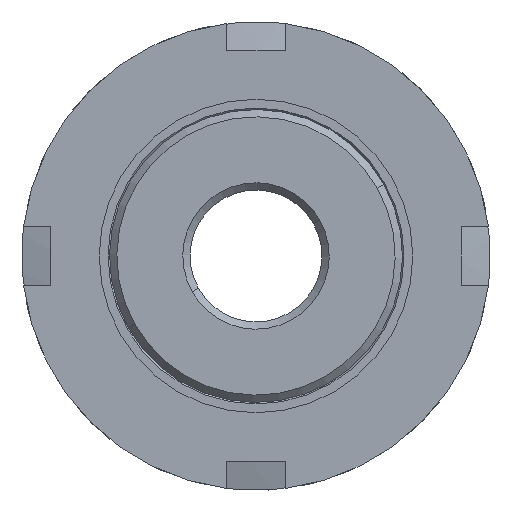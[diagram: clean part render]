
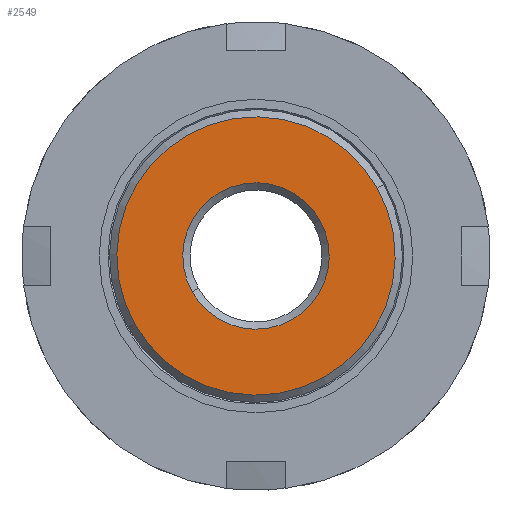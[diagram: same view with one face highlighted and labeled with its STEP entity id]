
A CAD part, front view. The second image highlights one B-rep face of the part: STEP entity #2549.
In plain terms, the highlighted planar face has unit normal (0, -1, 0).
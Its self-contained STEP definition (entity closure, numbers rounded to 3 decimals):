
#132 = CARTESIAN_POINT ( 'NONE',  ( -5., -18.566, 0. ) ) ;
#227 = DIRECTION ( 'NONE',  ( -1., 0., 0. ) ) ;
#487 = CARTESIAN_POINT ( 'NONE',  ( 5., -18.566, 0. ) ) ;
#542 = CIRCLE ( 'NONE', #759, 5. ) ;
#616 = CARTESIAN_POINT ( 'NONE',  ( 9.5, -18.566, 0. ) ) ;
#759 = AXIS2_PLACEMENT_3D ( 'NONE', #1675, #2643, #2618 ) ;
#939 = ORIENTED_EDGE ( 'NONE', *, *, #2503, .F. ) ;
#1001 = EDGE_CURVE ( 'NONE', #3502, #1486, #2821, .T. ) ;
#1071 = PLANE ( 'NONE',  #3629 ) ;
#1079 = DIRECTION ( 'NONE',  ( 0., 1., 0. ) ) ;
#1080 = DIRECTION ( 'NONE',  ( -1., 0., 0. ) ) ;
#1132 = DIRECTION ( 'NONE',  ( -1., 0., 0. ) ) ;
#1285 = DIRECTION ( 'NONE',  ( 0., 1., 0. ) ) ;
#1303 = FACE_OUTER_BOUND ( 'NONE', #3852, .T. ) ;
#1345 = AXIS2_PLACEMENT_3D ( 'NONE', #2828, #1285, #3177 ) ;
#1387 = AXIS2_PLACEMENT_3D ( 'NONE', #3882, #1079, #1132 ) ;
#1486 = VERTEX_POINT ( 'NONE', #616 ) ;
#1675 = CARTESIAN_POINT ( 'NONE',  ( 0., -18.566, 0. ) ) ;
#1689 = ORIENTED_EDGE ( 'NONE', *, *, #1815, .T. ) ;
#1740 = CIRCLE ( 'NONE', #1345, 9.5 ) ;
#1815 = EDGE_CURVE ( 'NONE', #3183, #2101, #542, .T. ) ;
#2101 = VERTEX_POINT ( 'NONE', #132 ) ;
#2137 = ORIENTED_EDGE ( 'NONE', *, *, #3652, .T. ) ;
#2277 = CIRCLE ( 'NONE', #3510, 5. ) ;
#2353 = EDGE_LOOP ( 'NONE', ( #1689, #2137 ) ) ;
#2503 = EDGE_CURVE ( 'NONE', #1486, #3502, #1740, .T. ) ;
#2549 = ADVANCED_FACE ( 'NONE', ( #3720, #1303 ), #1071, .F. ) ;
#2618 = DIRECTION ( 'NONE',  ( -1., 0., 0. ) ) ;
#2643 = DIRECTION ( 'NONE',  ( 0., 1., 0. ) ) ;
#2762 = ORIENTED_EDGE ( 'NONE', *, *, #1001, .F. ) ;
#2821 = CIRCLE ( 'NONE', #1387, 9.5 ) ;
#2828 = CARTESIAN_POINT ( 'NONE',  ( 0., -18.566, 0. ) ) ;
#2920 = CARTESIAN_POINT ( 'NONE',  ( 0., -18.566, 0. ) ) ;
#2952 = DIRECTION ( 'NONE',  ( 0., 1., 0. ) ) ;
#3177 = DIRECTION ( 'NONE',  ( -1., 0., 0. ) ) ;
#3183 = VERTEX_POINT ( 'NONE', #487 ) ;
#3495 = DIRECTION ( 'NONE',  ( 0., 1., 0. ) ) ;
#3502 = VERTEX_POINT ( 'NONE', #3830 ) ;
#3510 = AXIS2_PLACEMENT_3D ( 'NONE', #2920, #2952, #227 ) ;
#3542 = CARTESIAN_POINT ( 'NONE',  ( 4.5, -18.566, 0. ) ) ;
#3629 = AXIS2_PLACEMENT_3D ( 'NONE', #3542, #3495, #1080 ) ;
#3652 = EDGE_CURVE ( 'NONE', #2101, #3183, #2277, .T. ) ;
#3720 = FACE_BOUND ( 'NONE', #2353, .T. ) ;
#3830 = CARTESIAN_POINT ( 'NONE',  ( -9.5, -18.566, 0. ) ) ;
#3852 = EDGE_LOOP ( 'NONE', ( #2762, #939 ) ) ;
#3882 = CARTESIAN_POINT ( 'NONE',  ( 0., -18.566, 0. ) ) ;
